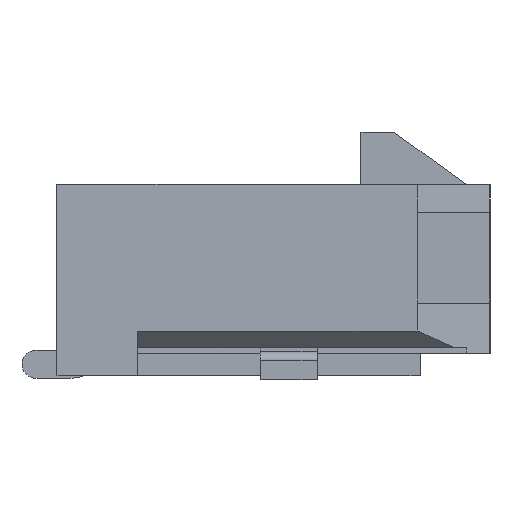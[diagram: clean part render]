
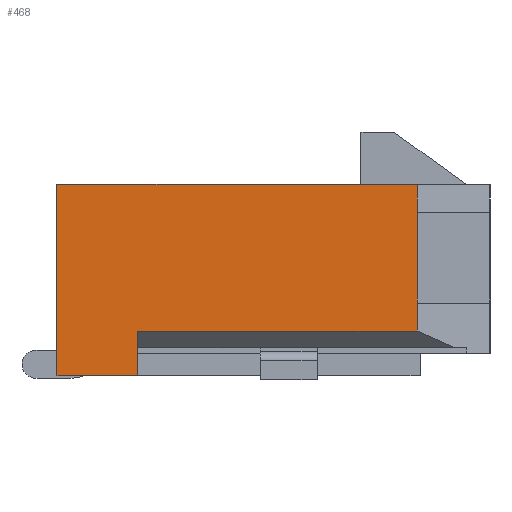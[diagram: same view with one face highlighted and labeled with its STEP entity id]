
A CAD part, left-side view. The second image highlights one B-rep face of the part: STEP entity #468.
In plain terms, the highlighted planar face has unit normal (-1, 0, 0).
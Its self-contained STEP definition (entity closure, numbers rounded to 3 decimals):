
#178=FACE_OUTER_BOUND('',#1064,.T.);
#468=ADVANCED_FACE('',(#178),#770,.T.);
#770=PLANE('',#5625);
#1064=EDGE_LOOP('',(#1492,#1493,#1494,#1495,#1496,#1497,#1498,#1499));
#1492=ORIENTED_EDGE('',*,*,#3558,.F.);
#1493=ORIENTED_EDGE('',*,*,#3559,.T.);
#1494=ORIENTED_EDGE('',*,*,#3560,.F.);
#1495=ORIENTED_EDGE('',*,*,#3561,.F.);
#1496=ORIENTED_EDGE('',*,*,#3562,.F.);
#1497=ORIENTED_EDGE('',*,*,#3563,.F.);
#1498=ORIENTED_EDGE('',*,*,#3564,.T.);
#1499=ORIENTED_EDGE('',*,*,#3565,.T.);
#3046=VERTEX_POINT('',#7708);
#3047=VERTEX_POINT('',#7709);
#3048=VERTEX_POINT('',#7711);
#3049=VERTEX_POINT('',#7713);
#3050=VERTEX_POINT('',#7715);
#3051=VERTEX_POINT('',#7717);
#3052=VERTEX_POINT('',#7719);
#3053=VERTEX_POINT('',#7721);
#3558=EDGE_CURVE('',#3046,#3047,#4341,.T.);
#3559=EDGE_CURVE('',#3046,#3048,#4342,.T.);
#3560=EDGE_CURVE('',#3049,#3048,#4343,.T.);
#3561=EDGE_CURVE('',#3050,#3049,#4344,.T.);
#3562=EDGE_CURVE('',#3051,#3050,#4345,.T.);
#3563=EDGE_CURVE('',#3052,#3051,#4346,.T.);
#3564=EDGE_CURVE('',#3052,#3053,#4347,.T.);
#3565=EDGE_CURVE('',#3053,#3047,#4348,.T.);
#4341=LINE('',#7707,#5032);
#4342=LINE('',#7710,#5033);
#4343=LINE('',#7712,#5034);
#4344=LINE('',#7714,#5035);
#4345=LINE('',#7716,#5036);
#4346=LINE('',#7718,#5037);
#4347=LINE('',#7720,#5038);
#4348=LINE('',#7722,#5039);
#5032=VECTOR('',#6134,1.);
#5033=VECTOR('',#6135,1.);
#5034=VECTOR('',#6136,1.);
#5035=VECTOR('',#6137,1.);
#5036=VECTOR('',#6138,1.);
#5037=VECTOR('',#6139,1.);
#5038=VECTOR('',#6140,1.);
#5039=VECTOR('',#6141,1.);
#5625=AXIS2_PLACEMENT_3D('',#7723,#6142,#6143);
#6134=DIRECTION('',(0.,0.,-1.));
#6135=DIRECTION('',(0.,-1.,0.));
#6136=DIRECTION('',(0.,0.,-1.));
#6137=DIRECTION('',(0.,0.,-1.));
#6138=DIRECTION('',(0.,0.,-1.));
#6139=DIRECTION('',(0.,-1.,0.));
#6140=DIRECTION('',(0.,0.,-1.));
#6141=DIRECTION('',(0.,-1.,0.));
#6142=DIRECTION('',(-1.,0.,0.));
#6143=DIRECTION('',(0.,0.,1.));
#7707=CARTESIAN_POINT('',(-16.83,8.05,-0.51));
#7708=CARTESIAN_POINT('',(-16.83,8.05,0.51));
#7709=CARTESIAN_POINT('',(-16.83,8.05,-0.51));
#7710=CARTESIAN_POINT('',(-16.83,79.695,0.51));
#7711=CARTESIAN_POINT('',(-16.83,1.668,0.51));
#7712=CARTESIAN_POINT('',(-16.83,1.668,38.214));
#7713=CARTESIAN_POINT('',(-16.83,1.668,1.15));
#7714=CARTESIAN_POINT('',(-16.83,1.668,3.22));
#7715=CARTESIAN_POINT('',(-16.83,1.668,3.22));
#7716=CARTESIAN_POINT('',(-16.83,1.668,38.214));
#7717=CARTESIAN_POINT('',(-16.83,1.668,3.86));
#7718=CARTESIAN_POINT('',(-16.83,9.9,3.86));
#7719=CARTESIAN_POINT('',(-16.83,9.9,3.86));
#7720=CARTESIAN_POINT('',(-16.83,9.9,3.86));
#7721=CARTESIAN_POINT('',(-16.83,9.9,-0.51));
#7722=CARTESIAN_POINT('',(-16.83,8.05,-0.51));
#7723=CARTESIAN_POINT('',(-16.83,9.9,3.86));
